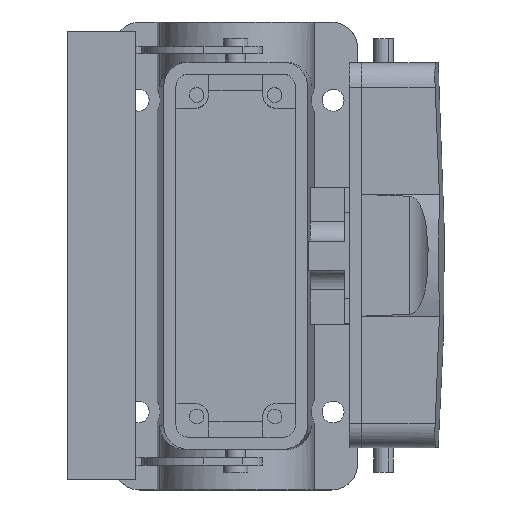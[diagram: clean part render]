
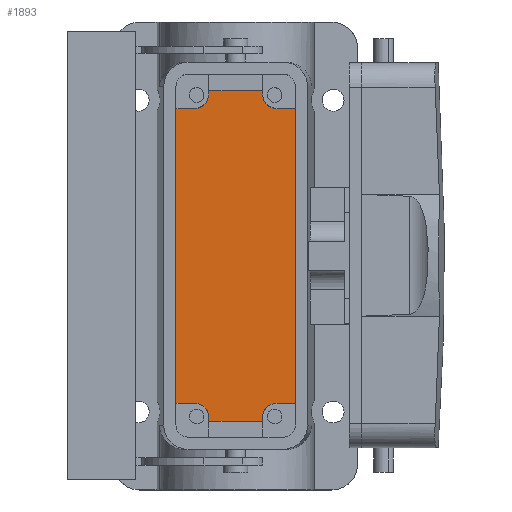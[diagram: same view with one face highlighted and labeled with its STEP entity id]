
A CAD part, top view. The second image highlights one B-rep face of the part: STEP entity #1893.
In plain terms, the highlighted planar face has unit normal (0, 0, 1).
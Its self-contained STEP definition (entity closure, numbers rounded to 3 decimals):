
#374=AXIS2_PLACEMENT_3D('Circle Axis2P3D',#372,#373,$) ;
#533=AXIS2_PLACEMENT_3D('Circle Axis2P3D',#531,#532,$) ;
#1798=AXIS2_PLACEMENT_3D('Plane Axis2P3D',#1795,#1796,#1797) ;
#1811=AXIS2_PLACEMENT_3D('Circle Axis2P3D',#1809,#1810,$) ;
#1858=AXIS2_PLACEMENT_3D('Circle Axis2P3D',#1856,#1857,$) ;
#369=CARTESIAN_POINT('Vertex',(29.,14.75,4.5)) ;
#372=CARTESIAN_POINT('Axis2P3D Location',(26.,14.75,4.5)) ;
#376=CARTESIAN_POINT('Vertex',(26.,17.75,4.5)) ;
#528=CARTESIAN_POINT('Vertex',(43.,17.75,4.5)) ;
#531=CARTESIAN_POINT('Axis2P3D Location',(43.,14.75,4.5)) ;
#535=CARTESIAN_POINT('Vertex',(40.,14.75,4.5)) ;
#553=CARTESIAN_POINT('Line Origine',(40.,14.375,4.5)) ;
#557=CARTESIAN_POINT('Vertex',(40.,14.,4.5)) ;
#572=CARTESIAN_POINT('Line Origine',(34.5,14.,4.5)) ;
#576=CARTESIAN_POINT('Vertex',(29.,14.,4.5)) ;
#591=CARTESIAN_POINT('Line Origine',(29.,14.375,4.5)) ;
#1795=CARTESIAN_POINT('Axis2P3D Location',(34.5,48.,4.5)) ;
#1800=CARTESIAN_POINT('Line Origine',(29.,81.625,4.5)) ;
#1804=CARTESIAN_POINT('Vertex',(29.,81.25,4.5)) ;
#1806=CARTESIAN_POINT('Vertex',(29.,82.,4.5)) ;
#1809=CARTESIAN_POINT('Axis2P3D Location',(26.,81.25,4.5)) ;
#1813=CARTESIAN_POINT('Vertex',(26.,78.25,4.5)) ;
#1816=CARTESIAN_POINT('Line Origine',(24.125,78.25,4.5)) ;
#1820=CARTESIAN_POINT('Vertex',(22.25,78.25,4.5)) ;
#1823=CARTESIAN_POINT('Line Origine',(22.25,48.,4.5)) ;
#1827=CARTESIAN_POINT('Vertex',(22.25,17.75,4.5)) ;
#1830=CARTESIAN_POINT('Line Origine',(24.125,17.75,4.5)) ;
#1835=CARTESIAN_POINT('Line Origine',(44.875,17.75,4.5)) ;
#1839=CARTESIAN_POINT('Vertex',(46.75,17.75,4.5)) ;
#1842=CARTESIAN_POINT('Line Origine',(46.75,48.,4.5)) ;
#1846=CARTESIAN_POINT('Vertex',(46.75,78.25,4.5)) ;
#1849=CARTESIAN_POINT('Line Origine',(44.875,78.25,4.5)) ;
#1853=CARTESIAN_POINT('Vertex',(43.,78.25,4.5)) ;
#1856=CARTESIAN_POINT('Axis2P3D Location',(43.,81.25,4.5)) ;
#1860=CARTESIAN_POINT('Vertex',(40.,81.25,4.5)) ;
#1863=CARTESIAN_POINT('Line Origine',(40.,81.625,4.5)) ;
#1867=CARTESIAN_POINT('Vertex',(40.,82.,4.5)) ;
#1870=CARTESIAN_POINT('Line Origine',(34.5,82.,4.5)) ;
#373=DIRECTION('Axis2P3D Direction',(0.,0.,-1.)) ;
#532=DIRECTION('Axis2P3D Direction',(-0.,0.,-1.)) ;
#554=DIRECTION('Vector Direction',(0.,-1.,0.)) ;
#573=DIRECTION('Vector Direction',(-1.,0.,0.)) ;
#592=DIRECTION('Vector Direction',(0.,-1.,0.)) ;
#1796=DIRECTION('Axis2P3D Direction',(-0.,0.,1.)) ;
#1797=DIRECTION('Axis2P3D XDirection',(0.,-1.,0.)) ;
#1801=DIRECTION('Vector Direction',(0.,1.,0.)) ;
#1810=DIRECTION('Axis2P3D Direction',(-0.,0.,1.)) ;
#1817=DIRECTION('Vector Direction',(-1.,0.,0.)) ;
#1824=DIRECTION('Vector Direction',(0.,1.,0.)) ;
#1831=DIRECTION('Vector Direction',(-1.,0.,0.)) ;
#1836=DIRECTION('Vector Direction',(1.,0.,0.)) ;
#1843=DIRECTION('Vector Direction',(0.,-1.,0.)) ;
#1850=DIRECTION('Vector Direction',(1.,0.,0.)) ;
#1857=DIRECTION('Axis2P3D Direction',(-0.,0.,1.)) ;
#1864=DIRECTION('Vector Direction',(0.,1.,0.)) ;
#1871=DIRECTION('Vector Direction',(-1.,0.,0.)) ;
#555=VECTOR('Line Direction',#554,1.) ;
#574=VECTOR('Line Direction',#573,1.) ;
#593=VECTOR('Line Direction',#592,1.) ;
#1802=VECTOR('Line Direction',#1801,1.) ;
#1818=VECTOR('Line Direction',#1817,1.) ;
#1825=VECTOR('Line Direction',#1824,1.) ;
#1832=VECTOR('Line Direction',#1831,1.) ;
#1837=VECTOR('Line Direction',#1836,1.) ;
#1844=VECTOR('Line Direction',#1843,1.) ;
#1851=VECTOR('Line Direction',#1850,1.) ;
#1865=VECTOR('Line Direction',#1864,1.) ;
#1872=VECTOR('Line Direction',#1871,1.) ;
#1876=ORIENTED_EDGE('',*,*,#1808,.F.) ;
#1877=ORIENTED_EDGE('',*,*,#1815,.F.) ;
#1878=ORIENTED_EDGE('',*,*,#1822,.T.) ;
#1879=ORIENTED_EDGE('',*,*,#1829,.T.) ;
#1880=ORIENTED_EDGE('',*,*,#1834,.F.) ;
#1881=ORIENTED_EDGE('',*,*,#378,.F.) ;
#1882=ORIENTED_EDGE('',*,*,#595,.T.) ;
#1883=ORIENTED_EDGE('',*,*,#578,.F.) ;
#1884=ORIENTED_EDGE('',*,*,#559,.F.) ;
#1885=ORIENTED_EDGE('',*,*,#537,.F.) ;
#1886=ORIENTED_EDGE('',*,*,#1841,.T.) ;
#1887=ORIENTED_EDGE('',*,*,#1848,.T.) ;
#1888=ORIENTED_EDGE('',*,*,#1855,.F.) ;
#1889=ORIENTED_EDGE('',*,*,#1862,.F.) ;
#1890=ORIENTED_EDGE('',*,*,#1869,.T.) ;
#1891=ORIENTED_EDGE('',*,*,#1874,.T.) ;
#1893=ADVANCED_FACE('Housing',(#1892),#1799,.T.) ;
#375=CIRCLE('generated circle',#374,3.) ;
#534=CIRCLE('generated circle',#533,3.) ;
#1812=CIRCLE('generated circle',#1811,3.) ;
#1859=CIRCLE('generated circle',#1858,3.) ;
#378=EDGE_CURVE('',#370,#377,#375,.F.) ;
#537=EDGE_CURVE('',#529,#536,#534,.F.) ;
#559=EDGE_CURVE('',#536,#558,#556,.T.) ;
#578=EDGE_CURVE('',#558,#577,#575,.T.) ;
#595=EDGE_CURVE('',#370,#577,#594,.T.) ;
#1808=EDGE_CURVE('',#1805,#1807,#1803,.T.) ;
#1815=EDGE_CURVE('',#1814,#1805,#1812,.T.) ;
#1822=EDGE_CURVE('',#1814,#1821,#1819,.T.) ;
#1829=EDGE_CURVE('',#1821,#1828,#1826,.F.) ;
#1834=EDGE_CURVE('',#377,#1828,#1833,.T.) ;
#1841=EDGE_CURVE('',#529,#1840,#1838,.T.) ;
#1848=EDGE_CURVE('',#1840,#1847,#1845,.F.) ;
#1855=EDGE_CURVE('',#1854,#1847,#1852,.T.) ;
#1862=EDGE_CURVE('',#1861,#1854,#1859,.T.) ;
#1869=EDGE_CURVE('',#1861,#1868,#1866,.T.) ;
#1874=EDGE_CURVE('',#1868,#1807,#1873,.T.) ;
#1875=EDGE_LOOP('',(#1876,#1877,#1878,#1879,#1880,#1881,#1882,#1883,#1884,#1885,#1886,#1887,#1888,#1889,#1890,#1891)) ;
#1892=FACE_OUTER_BOUND('',#1875,.T.) ;
#556=LINE('Line',#553,#555) ;
#575=LINE('Line',#572,#574) ;
#594=LINE('Line',#591,#593) ;
#1803=LINE('Line',#1800,#1802) ;
#1819=LINE('Line',#1816,#1818) ;
#1826=LINE('Line',#1823,#1825) ;
#1833=LINE('Line',#1830,#1832) ;
#1838=LINE('Line',#1835,#1837) ;
#1845=LINE('Line',#1842,#1844) ;
#1852=LINE('Line',#1849,#1851) ;
#1866=LINE('Line',#1863,#1865) ;
#1873=LINE('Line',#1870,#1872) ;
#1799=PLANE('',#1798) ;
#370=VERTEX_POINT('',#369) ;
#377=VERTEX_POINT('',#376) ;
#529=VERTEX_POINT('',#528) ;
#536=VERTEX_POINT('',#535) ;
#558=VERTEX_POINT('',#557) ;
#577=VERTEX_POINT('',#576) ;
#1805=VERTEX_POINT('',#1804) ;
#1807=VERTEX_POINT('',#1806) ;
#1814=VERTEX_POINT('',#1813) ;
#1821=VERTEX_POINT('',#1820) ;
#1828=VERTEX_POINT('',#1827) ;
#1840=VERTEX_POINT('',#1839) ;
#1847=VERTEX_POINT('',#1846) ;
#1854=VERTEX_POINT('',#1853) ;
#1861=VERTEX_POINT('',#1860) ;
#1868=VERTEX_POINT('',#1867) ;
